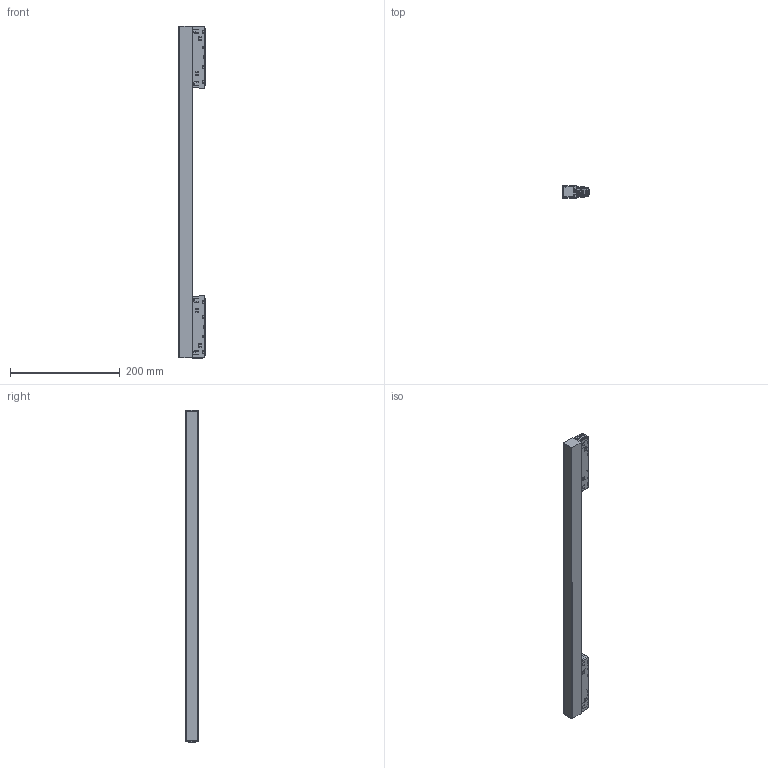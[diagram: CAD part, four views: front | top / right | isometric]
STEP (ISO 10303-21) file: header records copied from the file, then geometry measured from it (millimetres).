
FILE_DESCRIPTION((''),'2;1');
FILE_NAME('204-600_ASM','2022-06-08T',('Administrator'),(''),'PRO/ENGINEER BY PARAMETRIC TECHNOLOGY CORPORATION, 2014320','PRO/ENGINEER BY PARAMETRIC TECHNOLOGY CORPORATION, 2014320','');
FILE_SCHEMA(('CONFIG_CONTROL_DESIGN'));
Length unit declared in the file: millimetre
Products named in the file (21): DENGTONG600; GUANGYUAN299; M2-5-4; GUANGYUANZU_ASM; KUOSANBAN600; PRODUCT_36521; 25X5X2____; PRODUCT_39907_ASM; PRODUCT_34958; PRODUCT_17918_ASM; PRODUCT_13814; ________-A; __________-12; PRODUCT_4456; ________-B; PRODUCT_12557; ________-______; PRODUCT_12973_ASM; YUANTOULUOSIM3; CIXIGUIDAOTOU_ASM; 204-600_ASM
Assembly tree (33 placements, depth 6):
  204-600_ASM
    DENGTONG600
    GUANGYUANZU_ASM  x2
      GUANGYUAN299
      M2-5-4
    KUOSANBAN600
    CIXIGUIDAOTOU_ASM  x2
      PRODUCT_12973_ASM
        PRODUCT_17918_ASM
          PRODUCT_39907_ASM  x2
            PRODUCT_36521
            25X5X2____
          PRODUCT_34958
        PRODUCT_13814
        ________-A  x2
        __________-12
        PRODUCT_4456
        ________-B  x2
        PRODUCT_12557
        ________-______
      YUANTOULUOSIM3
Bounding box: 47.6 x 22 x 604.01 mm (x, y, z)
Volume: 145357.9 mm3; surface area: 223515.9 mm2
Topology: 52 solids, 52 shells, 4312 faces, 11092 edges, 6952 vertices
Faces by surface type: plane 2456, cylinder 1154, bspline 344, cone 106, sphere 104, torus 84, extrusion 64
Entity records: 57078 total; most frequent: CARTESIAN_POINT 18713, ORIENTED_EDGE 8082, DIRECTION 7424, EDGE_CURVE 4041, VECTOR 3156, LINE 3140, VERTEX_POINT 2620, AXIS2_PLACEMENT_3D 2134
